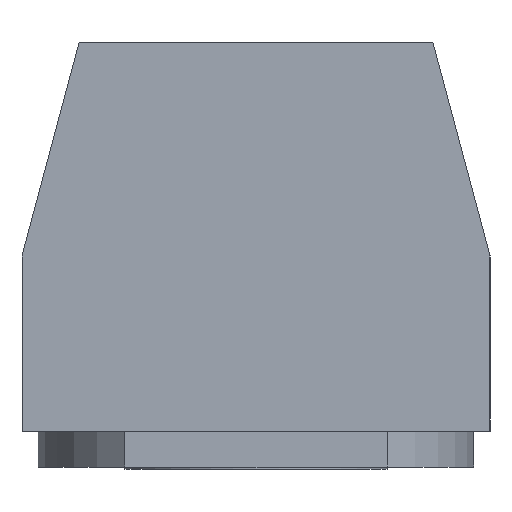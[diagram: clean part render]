
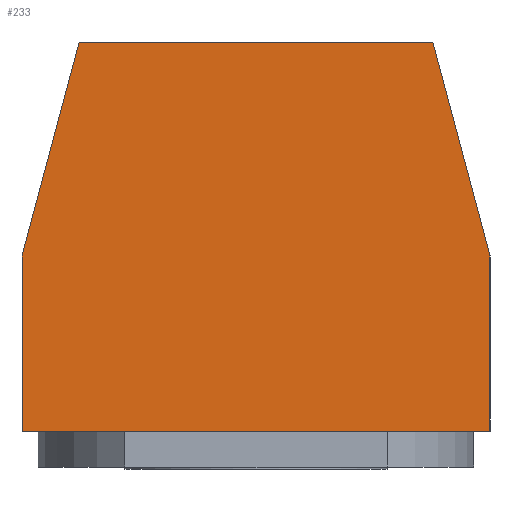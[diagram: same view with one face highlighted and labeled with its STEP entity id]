
A CAD part, left-side view. The second image highlights one B-rep face of the part: STEP entity #233.
In plain terms, the highlighted planar face has unit normal (-1, 0, 0).
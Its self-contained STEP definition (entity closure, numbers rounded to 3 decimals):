
#61=LINE('',#1022,#129);
#62=LINE('',#1024,#130);
#63=LINE('',#1026,#131);
#64=LINE('',#1028,#132);
#65=LINE('',#1030,#133);
#66=LINE('',#1032,#134);
#129=VECTOR('',#785,1.);
#130=VECTOR('',#788,1.);
#131=VECTOR('',#789,1.);
#132=VECTOR('',#790,1.);
#133=VECTOR('',#791,1.);
#134=VECTOR('',#792,1.);
#175=PLANE('',#697);
#203=FACE_OUTER_BOUND('',#305,.T.);
#233=ADVANCED_FACE('',(#203),#175,.T.);
#305=EDGE_LOOP('',(#380,#381,#382,#383,#384,#385));
#380=ORIENTED_EDGE('',*,*,#605,.T.);
#381=ORIENTED_EDGE('',*,*,#606,.T.);
#382=ORIENTED_EDGE('',*,*,#607,.T.);
#383=ORIENTED_EDGE('',*,*,#608,.F.);
#384=ORIENTED_EDGE('',*,*,#609,.F.);
#385=ORIENTED_EDGE('',*,*,#604,.F.);
#537=VERTEX_POINT('',#1019);
#538=VERTEX_POINT('',#1021);
#539=VERTEX_POINT('',#1025);
#540=VERTEX_POINT('',#1027);
#541=VERTEX_POINT('',#1029);
#542=VERTEX_POINT('',#1031);
#604=EDGE_CURVE('',#538,#537,#61,.T.);
#605=EDGE_CURVE('',#538,#539,#62,.T.);
#606=EDGE_CURVE('',#539,#540,#63,.T.);
#607=EDGE_CURVE('',#540,#541,#64,.T.);
#608=EDGE_CURVE('',#542,#541,#65,.T.);
#609=EDGE_CURVE('',#537,#542,#66,.T.);
#697=AXIS2_PLACEMENT_3D('',#1033,#793,#794);
#785=DIRECTION('',(0.,1.,0.));
#788=DIRECTION('',(0.,0.,1.));
#789=DIRECTION('',(0.,0.259,0.966));
#790=DIRECTION('',(0.,1.,0.));
#791=DIRECTION('',(0.,-0.259,0.966));
#792=DIRECTION('',(0.,0.,1.));
#793=DIRECTION('',(-1.,0.,0.));
#794=DIRECTION('',(0.,0.,-1.));
#1019=CARTESIAN_POINT('',(-89.,56.,-36.));
#1021=CARTESIAN_POINT('',(-89.,-56.,-36.));
#1022=CARTESIAN_POINT('',(-89.,-56.,-36.));
#1024=CARTESIAN_POINT('',(-89.,-56.,-36.));
#1025=CARTESIAN_POINT('',(-89.,-56.,6.));
#1026=CARTESIAN_POINT('',(-89.,-56.,6.));
#1027=CARTESIAN_POINT('',(-89.,-42.335,57.));
#1028=CARTESIAN_POINT('',(-89.,-56.,57.));
#1029=CARTESIAN_POINT('',(-89.,42.335,57.));
#1030=CARTESIAN_POINT('',(-89.,56.,6.));
#1031=CARTESIAN_POINT('',(-89.,56.,6.));
#1032=CARTESIAN_POINT('',(-89.,56.,-36.));
#1033=CARTESIAN_POINT('',(-89.,-56.,-36.));
